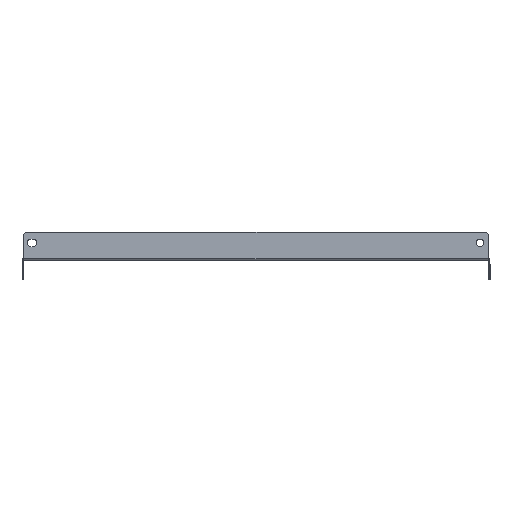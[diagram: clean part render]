
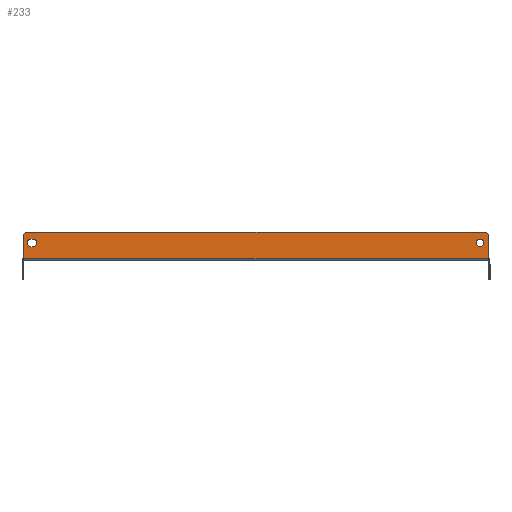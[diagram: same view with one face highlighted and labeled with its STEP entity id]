
A CAD part, left-side view. The second image highlights one B-rep face of the part: STEP entity #233.
In plain terms, the highlighted planar face has unit normal (-1, 0, 0).
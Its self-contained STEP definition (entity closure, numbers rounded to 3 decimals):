
#233 = ADVANCED_FACE ( 'NONE', ( #1775, #2011, #1975 ), #3533, .F. ) ;
#685 = LINE ( 'NONE', #2385, #686 ) ;
#686 = VECTOR ( 'NONE', #2386, 1000. ) ;
#693 = CIRCLE ( 'NONE', #5692, 3.5 ) ;
#703 = LINE ( 'NONE', #2412, #704 ) ;
#704 = VECTOR ( 'NONE', #2413, 1000. ) ;
#710 = CIRCLE ( 'NONE', #5700, 3. ) ;
#711 = LINE ( 'NONE', #2424, #712 ) ;
#712 = VECTOR ( 'NONE', #2425, 1000. ) ;
#713 = LINE ( 'NONE', #2426, #714 ) ;
#714 = VECTOR ( 'NONE', #2427, 1000. ) ;
#715 = LINE ( 'NONE', #2435, #716 ) ;
#716 = VECTOR ( 'NONE', #2436, 1000. ) ;
#717 = CIRCLE ( 'NONE', #5698, 3.5 ) ;
#718 = CIRCLE ( 'NONE', #5701, 3.5 ) ;
#719 = LINE ( 'NONE', #2444, #720 ) ;
#720 = VECTOR ( 'NONE', #2445, 1000. ) ;
#721 = CIRCLE ( 'NONE', #5697, 3. ) ;
#1546 = CIRCLE ( 'NONE', #5661, 3.5 ) ;
#1775 = FACE_BOUND ( 'NONE', #7393, .T. ) ;
#1975 = FACE_OUTER_BOUND ( 'NONE', #7478, .T. ) ;
#2011 = FACE_BOUND ( 'NONE', #7221, .T. ) ;
#2385 = CARTESIAN_POINT ( 'NONE',  ( -449.5, -220.49, 1.5 ) ) ;
#2386 = DIRECTION ( 'NONE',  ( 0., 0., 1. ) ) ;
#2390 = CARTESIAN_POINT ( 'NONE',  ( -449.5, 213.49, 16.5 ) ) ;
#2391 = DIRECTION ( 'NONE',  ( -1., 0., 0. ) ) ;
#2392 = DIRECTION ( 'NONE',  ( 0., 0., 1. ) ) ;
#2412 = CARTESIAN_POINT ( 'NONE',  ( -449.5, 220.49, 1.51 ) ) ;
#2413 = DIRECTION ( 'NONE',  ( 0., 1., 0. ) ) ;
#2418 = CARTESIAN_POINT ( 'NONE',  ( -449.5, 217.49, 23.5 ) ) ;
#2420 = DIRECTION ( 'NONE',  ( -1., 0., 0. ) ) ;
#2421 = DIRECTION ( 'NONE',  ( 0., 0., -1. ) ) ;
#2424 = CARTESIAN_POINT ( 'NONE',  ( -449.5, 220.49, 1.5 ) ) ;
#2425 = DIRECTION ( 'NONE',  ( 0., 0., -1. ) ) ;
#2426 = CARTESIAN_POINT ( 'NONE',  ( -449.5, 213.49, 20. ) ) ;
#2427 = DIRECTION ( 'NONE',  ( 0., 1., 0. ) ) ;
#2428 = CARTESIAN_POINT ( 'NONE',  ( -449.5, 211.49, 16.5 ) ) ;
#2429 = DIRECTION ( 'NONE',  ( -1., 0., 0. ) ) ;
#2430 = DIRECTION ( 'NONE',  ( 0., 0., 1. ) ) ;
#2431 = CARTESIAN_POINT ( 'NONE',  ( -449.5, -212.49, 16.5 ) ) ;
#2432 = DIRECTION ( 'NONE',  ( -1., 0., 0. ) ) ;
#2433 = DIRECTION ( 'NONE',  ( 0., 0., 1. ) ) ;
#2435 = CARTESIAN_POINT ( 'NONE',  ( -449.5, 213.49, 13. ) ) ;
#2436 = DIRECTION ( 'NONE',  ( 0., -1., 0. ) ) ;
#2437 = CARTESIAN_POINT ( 'NONE',  ( -449.5, -217.49, 23.5 ) ) ;
#2439 = DIRECTION ( 'NONE',  ( -1., 0., 0. ) ) ;
#2440 = DIRECTION ( 'NONE',  ( 0., 0., -1. ) ) ;
#2444 = CARTESIAN_POINT ( 'NONE',  ( -449.5, -220.49, 26.5 ) ) ;
#2445 = DIRECTION ( 'NONE',  ( 0., 1., 0. ) ) ;
#2950 = CARTESIAN_POINT ( 'NONE',  ( -449.5, -212.49, 20. ) ) ;
#3004 = CARTESIAN_POINT ( 'NONE',  ( -449.5, -212.49, 13. ) ) ;
#3293 = VERTEX_POINT ( 'NONE', #5805 ) ;
#3294 = VERTEX_POINT ( 'NONE', #5806 ) ;
#3301 = VERTEX_POINT ( 'NONE', #5813 ) ;
#3305 = VERTEX_POINT ( 'NONE', #5817 ) ;
#3311 = VERTEX_POINT ( 'NONE', #5823 ) ;
#3314 = VERTEX_POINT ( 'NONE', #5826 ) ;
#3315 = VERTEX_POINT ( 'NONE', #5827 ) ;
#3316 = VERTEX_POINT ( 'NONE', #5828 ) ;
#3329 = VERTEX_POINT ( 'NONE', #5841 ) ;
#3509 = VERTEX_POINT ( 'NONE', #6021 ) ;
#3528 = CARTESIAN_POINT ( 'NONE',  ( -449.5, -220.49, 1.5 ) ) ;
#3533 = PLANE ( 'NONE',  #5400 ) ;
#3534 = DIRECTION ( 'NONE',  ( 1., 0., 0. ) ) ;
#3535 = DIRECTION ( 'NONE',  ( 0., 0., -1. ) ) ;
#4637 = EDGE_CURVE ( 'NONE', #8634, #8536, #1546, .T. ) ;
#5129 = EDGE_CURVE ( 'NONE', #3329, #3294, #685, .T. ) ;
#5132 = EDGE_CURVE ( 'NONE', #3305, #3316, #693, .T. ) ;
#5140 = EDGE_CURVE ( 'NONE', #3329, #3509, #703, .T. ) ;
#5144 = EDGE_CURVE ( 'NONE', #3301, #3293, #710, .T. ) ;
#5146 = EDGE_CURVE ( 'NONE', #3293, #3509, #711, .T. ) ;
#5147 = EDGE_CURVE ( 'NONE', #3315, #3305, #713, .T. ) ;
#5148 = EDGE_CURVE ( 'NONE', #3314, #3315, #717, .T. ) ;
#5149 = EDGE_CURVE ( 'NONE', #8536, #8634, #718, .T. ) ;
#5150 = EDGE_CURVE ( 'NONE', #3316, #3314, #715, .T. ) ;
#5151 = EDGE_CURVE ( 'NONE', #3294, #3311, #721, .T. ) ;
#5153 = EDGE_CURVE ( 'NONE', #3311, #3301, #719, .T. ) ;
#5400 = AXIS2_PLACEMENT_3D ( 'NONE', #3528, #3534, #3535 ) ;
#5661 = AXIS2_PLACEMENT_3D ( 'NONE', #6051, #6052, #6053 ) ;
#5692 = AXIS2_PLACEMENT_3D ( 'NONE', #2390, #2391, #2392 ) ;
#5697 = AXIS2_PLACEMENT_3D ( 'NONE', #2437, #2439, #2440 ) ;
#5698 = AXIS2_PLACEMENT_3D ( 'NONE', #2428, #2429, #2430 ) ;
#5700 = AXIS2_PLACEMENT_3D ( 'NONE', #2418, #2420, #2421 ) ;
#5701 = AXIS2_PLACEMENT_3D ( 'NONE', #2431, #2432, #2433 ) ;
#5805 = CARTESIAN_POINT ( 'NONE',  ( -449.5, 220.49, 23.5 ) ) ;
#5806 = CARTESIAN_POINT ( 'NONE',  ( -449.5, -220.49, 23.5 ) ) ;
#5813 = CARTESIAN_POINT ( 'NONE',  ( -449.5, 217.49, 26.5 ) ) ;
#5817 = CARTESIAN_POINT ( 'NONE',  ( -449.5, 213.49, 20. ) ) ;
#5823 = CARTESIAN_POINT ( 'NONE',  ( -449.5, -217.49, 26.5 ) ) ;
#5826 = CARTESIAN_POINT ( 'NONE',  ( -449.5, 211.49, 13. ) ) ;
#5827 = CARTESIAN_POINT ( 'NONE',  ( -449.5, 211.49, 20. ) ) ;
#5828 = CARTESIAN_POINT ( 'NONE',  ( -449.5, 213.49, 13. ) ) ;
#5841 = CARTESIAN_POINT ( 'NONE',  ( -449.5, -220.49, 1.51 ) ) ;
#6021 = CARTESIAN_POINT ( 'NONE',  ( -449.5, 220.49, 1.51 ) ) ;
#6051 = CARTESIAN_POINT ( 'NONE',  ( -449.5, -212.49, 16.5 ) ) ;
#6052 = DIRECTION ( 'NONE',  ( -1., 0., 0. ) ) ;
#6053 = DIRECTION ( 'NONE',  ( 0., 0., 1. ) ) ;
#7221 = EDGE_LOOP ( 'NONE', ( #7313, #7510, #7479, #7353 ) ) ;
#7229 = ORIENTED_EDGE ( 'NONE', *, *, #4637, .F. ) ;
#7247 = ORIENTED_EDGE ( 'NONE', *, *, #5153, .T. ) ;
#7290 = ORIENTED_EDGE ( 'NONE', *, *, #5129, .T. ) ;
#7297 = ORIENTED_EDGE ( 'NONE', *, *, #5149, .F. ) ;
#7313 = ORIENTED_EDGE ( 'NONE', *, *, #5150, .F. ) ;
#7317 = ORIENTED_EDGE ( 'NONE', *, *, #5146, .T. ) ;
#7353 = ORIENTED_EDGE ( 'NONE', *, *, #5148, .F. ) ;
#7378 = ORIENTED_EDGE ( 'NONE', *, *, #5151, .T. ) ;
#7393 = EDGE_LOOP ( 'NONE', ( #7297, #7229 ) ) ;
#7478 = EDGE_LOOP ( 'NONE', ( #7290, #7378, #7247, #7508, #7317, #7541 ) ) ;
#7479 = ORIENTED_EDGE ( 'NONE', *, *, #5147, .F. ) ;
#7508 = ORIENTED_EDGE ( 'NONE', *, *, #5144, .T. ) ;
#7510 = ORIENTED_EDGE ( 'NONE', *, *, #5132, .F. ) ;
#7541 = ORIENTED_EDGE ( 'NONE', *, *, #5140, .F. ) ;
#8536 = VERTEX_POINT ( 'NONE', #2950 ) ;
#8634 = VERTEX_POINT ( 'NONE', #3004 ) ;
